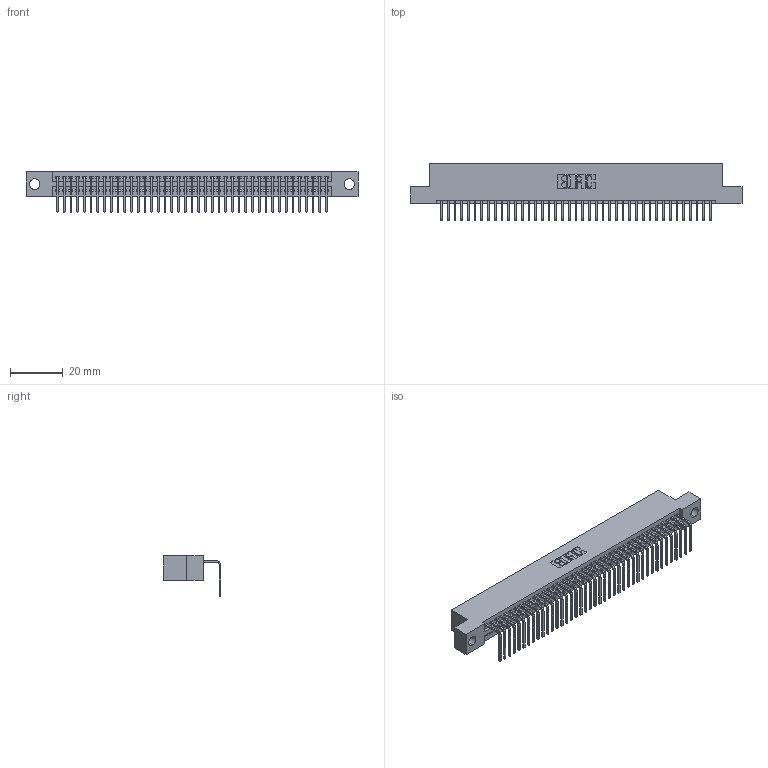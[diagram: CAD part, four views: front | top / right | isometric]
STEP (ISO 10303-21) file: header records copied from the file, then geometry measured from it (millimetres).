
FILE_DESCRIPTION (( 'STEP AP203' ), '1' );
FILE_NAME ('345-041-558-104.STEP', '2021-06-09T16:44:13', ( '' ), ( '' ), 'SwSTEP 2.0', 'SolidWorks 2020', '' );
FILE_SCHEMA (( 'CONFIG_CONTROL_DESIGN' ));
Length unit declared in the file: inch
Products named in the file (3): 345-292-001_558 Tail - 2; 345-041-558-104; 345 Part_Flush Mounting Lugs - 0.156 Dia-TI
Assembly tree (42 placements, depth 2):
  345-041-558-104
    345 Part_Flush Mounting Lugs - 0.156 Dia-TI
    345-292-001_558 Tail - 2  x41
Bounding box: 125.35 x 21.83 x 15.37 mm (x, y, z)
Volume: 11928.2 mm3; surface area: 16483.1 mm2
Topology: 42 solids, 42 shells, 2600 faces, 7839 edges, 5170 vertices
Faces by surface type: plane 1816, cylinder 784
Entity records: 31495 total; most frequent: CARTESIAN_POINT 5465, ORIENTED_EDGE 5438, DIRECTION 4773, EDGE_CURVE 2719, LINE 2423, VECTOR 2423, VERTEX_POINT 1810, AXIS2_PLACEMENT_3D 1175
